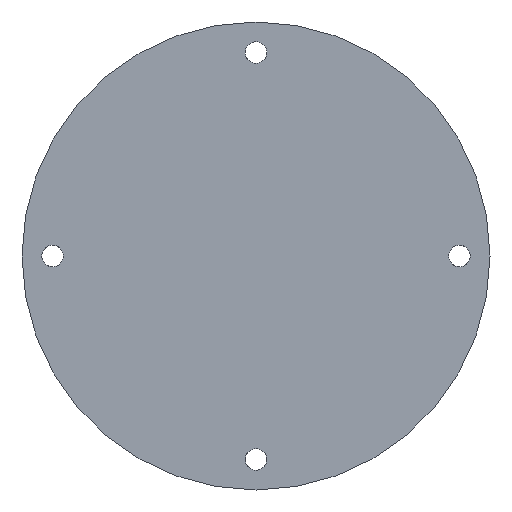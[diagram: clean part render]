
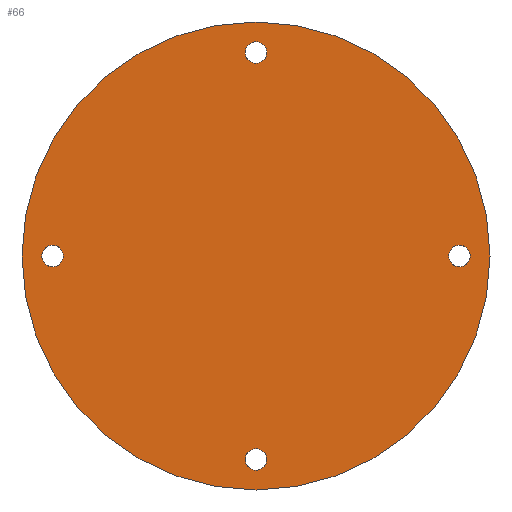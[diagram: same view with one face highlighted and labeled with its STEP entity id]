
A CAD part, front view. The second image highlights one B-rep face of the part: STEP entity #66.
In plain terms, the highlighted planar face has unit normal (0, -1, 0).
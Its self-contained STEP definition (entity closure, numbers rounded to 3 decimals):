
#22 = CIRCLE ( 'NONE', #419, 2. ) ;
#36 = EDGE_CURVE ( 'NONE', #1382, #968, #22, .T. ) ;
#50 = EDGE_CURVE ( 'NONE', #968, #1382, #1151, .T. ) ;
#66 = ADVANCED_FACE ( 'NONE', ( #809, #1674, #1654, #353, #1799 ), #371, .T. ) ;
#69 = DIRECTION ( 'NONE',  ( 0., 0., 1. ) ) ;
#73 = VERTEX_POINT ( 'NONE', #1391 ) ;
#97 = CIRCLE ( 'NONE', #280, 2. ) ;
#113 = EDGE_CURVE ( 'NONE', #220, #885, #1472, .T. ) ;
#114 = DIRECTION ( 'NONE',  ( 0., 0., -1. ) ) ;
#129 = DIRECTION ( 'NONE',  ( 0., 1., 0. ) ) ;
#136 = DIRECTION ( 'NONE',  ( 0., 1., 0. ) ) ;
#193 = AXIS2_PLACEMENT_3D ( 'NONE', #787, #1780, #1505 ) ;
#220 = VERTEX_POINT ( 'NONE', #1579 ) ;
#261 = ORIENTED_EDGE ( 'NONE', *, *, #1641, .T. ) ;
#280 = AXIS2_PLACEMENT_3D ( 'NONE', #724, #136, #861 ) ;
#291 = CARTESIAN_POINT ( 'NONE',  ( 37.5, 0., -2. ) ) ;
#336 = DIRECTION ( 'NONE',  ( 0., 0., 1. ) ) ;
#338 = EDGE_CURVE ( 'NONE', #1032, #813, #814, .T. ) ;
#353 = FACE_BOUND ( 'NONE', #604, .T. ) ;
#371 = PLANE ( 'NONE',  #1279 ) ;
#372 = ORIENTED_EDGE ( 'NONE', *, *, #1651, .T. ) ;
#383 = DIRECTION ( 'NONE',  ( 0., 0., -1. ) ) ;
#384 = CARTESIAN_POINT ( 'NONE',  ( 0., 0., 43.14 ) ) ;
#419 = AXIS2_PLACEMENT_3D ( 'NONE', #1076, #636, #935 ) ;
#497 = CARTESIAN_POINT ( 'NONE',  ( 0., 0., 0. ) ) ;
#584 = AXIS2_PLACEMENT_3D ( 'NONE', #956, #1251, #114 ) ;
#604 = EDGE_LOOP ( 'NONE', ( #372, #1374 ) ) ;
#605 = CARTESIAN_POINT ( 'NONE',  ( 0., 0., -43.14 ) ) ;
#608 = CARTESIAN_POINT ( 'NONE',  ( 37.5, 0., 2. ) ) ;
#627 = DIRECTION ( 'NONE',  ( 0., 1., 0. ) ) ;
#629 = CARTESIAN_POINT ( 'NONE',  ( 37.5, 0., 0. ) ) ;
#636 = DIRECTION ( 'NONE',  ( 0., 1., 0. ) ) ;
#656 = DIRECTION ( 'NONE',  ( 0., 1., 0. ) ) ;
#681 = DIRECTION ( 'NONE',  ( 0., 1., 0. ) ) ;
#693 = EDGE_LOOP ( 'NONE', ( #891, #764 ) ) ;
#724 = CARTESIAN_POINT ( 'NONE',  ( -37.5, 0., 0. ) ) ;
#757 = CIRCLE ( 'NONE', #1005, 2. ) ;
#764 = ORIENTED_EDGE ( 'NONE', *, *, #1551, .T. ) ;
#787 = CARTESIAN_POINT ( 'NONE',  ( 37.5, 0., 0. ) ) ;
#809 = FACE_BOUND ( 'NONE', #920, .T. ) ;
#813 = VERTEX_POINT ( 'NONE', #608 ) ;
#814 = CIRCLE ( 'NONE', #1484, 2. ) ;
#816 = EDGE_CURVE ( 'NONE', #813, #1032, #1829, .T. ) ;
#820 = DIRECTION ( 'NONE',  ( 0., -1., 0. ) ) ;
#855 = CIRCLE ( 'NONE', #1402, 43.14 ) ;
#861 = DIRECTION ( 'NONE',  ( 0., 0., 1. ) ) ;
#885 = VERTEX_POINT ( 'NONE', #1798 ) ;
#891 = ORIENTED_EDGE ( 'NONE', *, *, #1561, .T. ) ;
#920 = EDGE_LOOP ( 'NONE', ( #1110, #979 ) ) ;
#927 = CARTESIAN_POINT ( 'NONE',  ( 0., 0., -37.5 ) ) ;
#935 = DIRECTION ( 'NONE',  ( 0., 0., 1. ) ) ;
#943 = CARTESIAN_POINT ( 'NONE',  ( 0., 0., 37.5 ) ) ;
#956 = CARTESIAN_POINT ( 'NONE',  ( 0., 0., 0. ) ) ;
#964 = DIRECTION ( 'NONE',  ( 0., 0., 1. ) ) ;
#968 = VERTEX_POINT ( 'NONE', #1286 ) ;
#975 = AXIS2_PLACEMENT_3D ( 'NONE', #927, #627, #336 ) ;
#979 = ORIENTED_EDGE ( 'NONE', *, *, #816, .T. ) ;
#982 = EDGE_LOOP ( 'NONE', ( #1303, #1129 ) ) ;
#1005 = AXIS2_PLACEMENT_3D ( 'NONE', #1572, #129, #1434 ) ;
#1032 = VERTEX_POINT ( 'NONE', #291 ) ;
#1034 = AXIS2_PLACEMENT_3D ( 'NONE', #943, #656, #964 ) ;
#1076 = CARTESIAN_POINT ( 'NONE',  ( 0., 0., 37.5 ) ) ;
#1089 = ORIENTED_EDGE ( 'NONE', *, *, #113, .T. ) ;
#1092 = CIRCLE ( 'NONE', #584, 43.14 ) ;
#1110 = ORIENTED_EDGE ( 'NONE', *, *, #338, .T. ) ;
#1129 = ORIENTED_EDGE ( 'NONE', *, *, #50, .T. ) ;
#1135 = CARTESIAN_POINT ( 'NONE',  ( 0., 0., -39.5 ) ) ;
#1151 = CIRCLE ( 'NONE', #1034, 2. ) ;
#1185 = AXIS2_PLACEMENT_3D ( 'NONE', #1373, #681, #69 ) ;
#1251 = DIRECTION ( 'NONE',  ( 0., -1., 0. ) ) ;
#1279 = AXIS2_PLACEMENT_3D ( 'NONE', #497, #820, #1684 ) ;
#1286 = CARTESIAN_POINT ( 'NONE',  ( 0., 0., 39.5 ) ) ;
#1293 = EDGE_LOOP ( 'NONE', ( #261, #1089 ) ) ;
#1303 = ORIENTED_EDGE ( 'NONE', *, *, #36, .T. ) ;
#1368 = VERTEX_POINT ( 'NONE', #605 ) ;
#1373 = CARTESIAN_POINT ( 'NONE',  ( -37.5, 0., 0. ) ) ;
#1374 = ORIENTED_EDGE ( 'NONE', *, *, #1456, .T. ) ;
#1382 = VERTEX_POINT ( 'NONE', #1453 ) ;
#1391 = CARTESIAN_POINT ( 'NONE',  ( 0., 0., -35.5 ) ) ;
#1402 = AXIS2_PLACEMENT_3D ( 'NONE', #1824, #1686, #383 ) ;
#1434 = DIRECTION ( 'NONE',  ( 0., 0., 1. ) ) ;
#1453 = CARTESIAN_POINT ( 'NONE',  ( 0., 0., 35.5 ) ) ;
#1456 = EDGE_CURVE ( 'NONE', #73, #1765, #1553, .T. ) ;
#1472 = CIRCLE ( 'NONE', #1185, 2. ) ;
#1484 = AXIS2_PLACEMENT_3D ( 'NONE', #629, #1628, #1657 ) ;
#1505 = DIRECTION ( 'NONE',  ( 0., 0., 1. ) ) ;
#1551 = EDGE_CURVE ( 'NONE', #1768, #1368, #1092, .T. ) ;
#1553 = CIRCLE ( 'NONE', #975, 2. ) ;
#1561 = EDGE_CURVE ( 'NONE', #1368, #1768, #855, .T. ) ;
#1572 = CARTESIAN_POINT ( 'NONE',  ( 0., 0., -37.5 ) ) ;
#1579 = CARTESIAN_POINT ( 'NONE',  ( -37.5, 0., 2. ) ) ;
#1628 = DIRECTION ( 'NONE',  ( 0., 1., 0. ) ) ;
#1641 = EDGE_CURVE ( 'NONE', #885, #220, #97, .T. ) ;
#1651 = EDGE_CURVE ( 'NONE', #1765, #73, #757, .T. ) ;
#1654 = FACE_OUTER_BOUND ( 'NONE', #693, .T. ) ;
#1657 = DIRECTION ( 'NONE',  ( 0., 0., 1. ) ) ;
#1674 = FACE_BOUND ( 'NONE', #1293, .T. ) ;
#1684 = DIRECTION ( 'NONE',  ( 0., 0., -1. ) ) ;
#1686 = DIRECTION ( 'NONE',  ( 0., -1., 0. ) ) ;
#1765 = VERTEX_POINT ( 'NONE', #1135 ) ;
#1768 = VERTEX_POINT ( 'NONE', #384 ) ;
#1780 = DIRECTION ( 'NONE',  ( 0., 1., 0. ) ) ;
#1798 = CARTESIAN_POINT ( 'NONE',  ( -37.5, 0., -2. ) ) ;
#1799 = FACE_BOUND ( 'NONE', #982, .T. ) ;
#1824 = CARTESIAN_POINT ( 'NONE',  ( 0., 0., 0. ) ) ;
#1829 = CIRCLE ( 'NONE', #193, 2. ) ;
